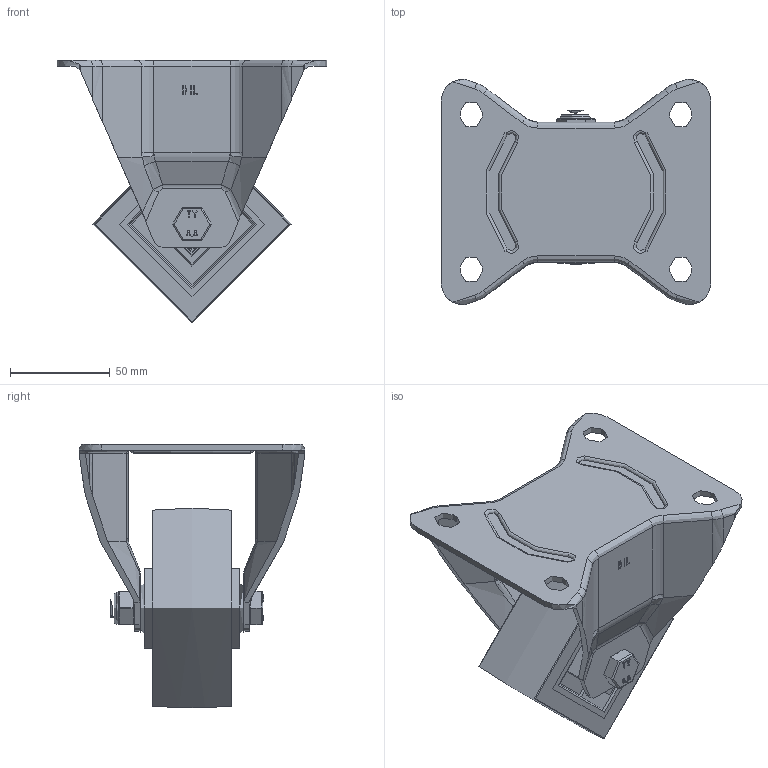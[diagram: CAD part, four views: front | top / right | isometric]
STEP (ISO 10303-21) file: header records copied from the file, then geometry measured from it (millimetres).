
FILE_DESCRIPTION(/* description */ (''),/* implementation_level */ '2;1');
FILE_NAME(/* name */ 'BZPHF100NPBJ.step',/* time_stamp */ '2025-06-09T12:35:01+01:00',/* author */ (''),/* organization */ (''),/* preprocessor_version */ 'ST-DEVELOPER v20.1',/* originating_system */ 'Autodesk Translation Framework v14.10.0.0',/* authorisation */ '');
FILE_SCHEMA (('AUTOMOTIVE_DESIGN { 1 0 10303 214 3 1 1 }'));
Length unit declared in the file: millimetre
Products named in the file (28): BZPHF100NPBJ; BZPHF100AS - 52 v1; ZINC PLATED, PRESSED STEEL BRACKET; BZH100WNPBJM15 v1; POLYURETHANE TYRE; NYLON RIM; BEARING6002; Pattern; BEARING6002 (1); Pattern (1); Component1; METAL; METAL2; MIDDLE; RUBBER; BEARING SPACER; TUBEM15X50 v1; ZINC PLATED AXLE TUBE; WP15X25X2BLK v1; NYLON WASHER; WP15X25X2BLK v1 (1); NYLON WASHER (1); HEXBOLTM10X70Z8.8 v2; GRADE 8.8 THREADED ZINC PLATED BOLT; NYLOCM10Z v1; NYLOC NUT; RUBBER (1); NUT
Assembly tree (50 placements, depth 5):
  BZPHF100NPBJ
    BZPHF100AS - 52 v1
      ZINC PLATED, PRESSED STEEL BRACKET
    BZH100WNPBJM15 v1
      POLYURETHANE TYRE
      NYLON RIM
      BEARING6002
        METAL
        METAL2
        Pattern
          Component1  x9
        MIDDLE
        RUBBER  x2
      BEARING6002 (1)
        Pattern (1)
          Component1  x9
        METAL
        METAL2
        MIDDLE
        RUBBER  x2
      BEARING SPACER
    TUBEM15X50 v1
      ZINC PLATED AXLE TUBE
    WP15X25X2BLK v1
      NYLON WASHER
    WP15X25X2BLK v1 (1)
      NYLON WASHER (1)
    HEXBOLTM10X70Z8.8 v2
      GRADE 8.8 THREADED ZINC PLATED BOLT
    NYLOCM10Z v1
      NYLOC NUT
        RUBBER (1)
        NUT
Bounding box: 135 x 113 x 131.89 mm (x, y, z)
Volume: 322153.9 mm3; surface area: 143812.4 mm2
Topology: 38 solids, 38 shells, 1219 faces, 3090 edges, 2003 vertices
Faces by surface type: bspline 453, plane 406, cylinder 223, sphere 66, torus 51, cone 20
Full cylindrical faces by diameter (mm): 8.141 x18, 9.85 x19, 10 x3, 10.2 x2, 10.5 x1, 12 x2, 15 x4, 15.75 x2, 16 x2, 19 x3, 20 x4, 20.5 x4, 21.5 x4, 25 x2, 26.8 x4, 28 x2, 28.2 x8, 30 x1, 32 x4, 40 x2, 63 x2, 73 x2
Entity records: 36835 total; most frequent: CARTESIAN_POINT 20182, ORIENTED_EDGE 3494, DIRECTION 2954, EDGE_CURVE 1747, AXIS2_PLACEMENT_3D 1135, VERTEX_POINT 1123, EDGE_LOOP 809, FACE_OUTER_BOUND 704
